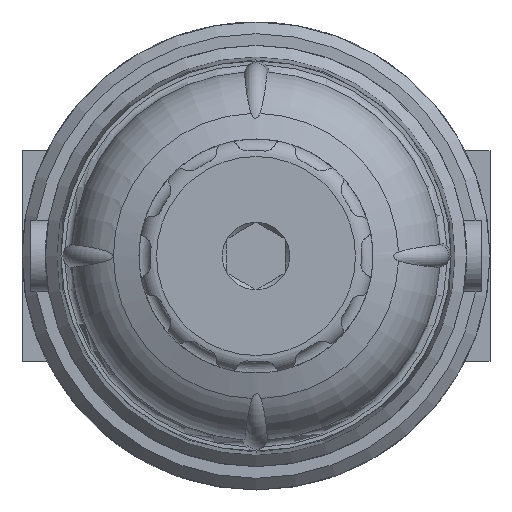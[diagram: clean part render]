
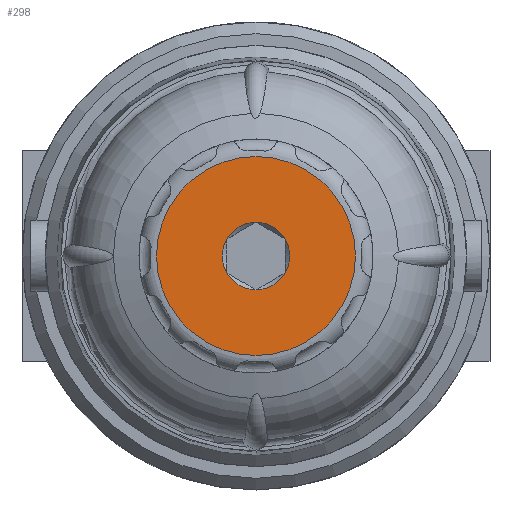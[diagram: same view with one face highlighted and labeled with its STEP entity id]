
A CAD part, front view. The second image highlights one B-rep face of the part: STEP entity #298.
In plain terms, the highlighted planar face has unit normal (0, -1, 0).
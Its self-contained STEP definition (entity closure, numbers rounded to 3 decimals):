
#298 = ADVANCED_FACE( '', ( #646, #647 ), #648, .F. );
#646 = FACE_BOUND( '', #1087, .T. );
#647 = FACE_OUTER_BOUND( '', #1088, .T. );
#648 = PLANE( '', #1089 );
#1087 = EDGE_LOOP( '', ( #2243, #2244, #2245, #2246, #2247, #2248 ) );
#1088 = EDGE_LOOP( '', ( #2249 ) );
#1089 = AXIS2_PLACEMENT_3D( '', #2250, #2251, #2252 );
#2243 = ORIENTED_EDGE( '', *, *, #3363, .F. );
#2244 = ORIENTED_EDGE( '', *, *, #3364, .F. );
#2245 = ORIENTED_EDGE( '', *, *, #3365, .F. );
#2246 = ORIENTED_EDGE( '', *, *, #3366, .F. );
#2247 = ORIENTED_EDGE( '', *, *, #3367, .F. );
#2248 = ORIENTED_EDGE( '', *, *, #3368, .F. );
#2249 = ORIENTED_EDGE( '', *, *, #3369, .T. );
#2250 = CARTESIAN_POINT( '', ( 8.5, -79., 0. ) );
#2251 = DIRECTION( '', ( 0., 1., 0. ) );
#2252 = DIRECTION( '', ( 0., 0., 1. ) );
#3363 = EDGE_CURVE( '', #3736, #3741, #4211, .T. );
#3364 = EDGE_CURVE( '', #3728, #3736, #4212, .T. );
#3365 = EDGE_CURVE( '', #3732, #3728, #4213, .T. );
#3366 = EDGE_CURVE( '', #3746, #3732, #4214, .T. );
#3367 = EDGE_CURVE( '', #3750, #3746, #4215, .T. );
#3368 = EDGE_CURVE( '', #3741, #3750, #4216, .T. );
#3369 = EDGE_CURVE( '', #4217, #4217, #4218, .T. );
#3728 = VERTEX_POINT( '', #4873 );
#3732 = VERTEX_POINT( '', #4879 );
#3736 = VERTEX_POINT( '', #4895 );
#3741 = VERTEX_POINT( '', #4913 );
#3746 = VERTEX_POINT( '', #4929 );
#3750 = VERTEX_POINT( '', #4935 );
#4211 = CIRCLE( '', #6267, 2.887 );
#4212 = CIRCLE( '', #6268, 2.887 );
#4213 = CIRCLE( '', #6269, 2.887 );
#4214 = CIRCLE( '', #6270, 2.887 );
#4215 = CIRCLE( '', #6271, 2.887 );
#4216 = CIRCLE( '', #6272, 2.887 );
#4217 = VERTEX_POINT( '', #6273 );
#4218 = CIRCLE( '', #6274, 8.5 );
#4873 = CARTESIAN_POINT( '', ( 0., -79., -2.887 ) );
#4879 = CARTESIAN_POINT( '', ( -2.5, -79., -1.443 ) );
#4895 = CARTESIAN_POINT( '', ( 2.5, -79., -1.443 ) );
#4913 = CARTESIAN_POINT( '', ( 2.5, -79., 1.443 ) );
#4929 = CARTESIAN_POINT( '', ( -2.5, -79., 1.443 ) );
#4935 = CARTESIAN_POINT( '', ( 0., -79., 2.887 ) );
#6267 = AXIS2_PLACEMENT_3D( '', #7214, #7215, #7216 );
#6268 = AXIS2_PLACEMENT_3D( '', #7217, #7218, #7219 );
#6269 = AXIS2_PLACEMENT_3D( '', #7220, #7221, #7222 );
#6270 = AXIS2_PLACEMENT_3D( '', #7223, #7224, #7225 );
#6271 = AXIS2_PLACEMENT_3D( '', #7226, #7227, #7228 );
#6272 = AXIS2_PLACEMENT_3D( '', #7229, #7230, #7231 );
#6273 = CARTESIAN_POINT( '', ( 0., -79., -8.5 ) );
#6274 = AXIS2_PLACEMENT_3D( '', #7232, #7233, #7234 );
#7214 = CARTESIAN_POINT( '', ( 0., -79., 0. ) );
#7215 = DIRECTION( '', ( 0., -1., 0. ) );
#7216 = DIRECTION( '', ( 0., 0., -1. ) );
#7217 = CARTESIAN_POINT( '', ( 0., -79., 0. ) );
#7218 = DIRECTION( '', ( 0., -1., 0. ) );
#7219 = DIRECTION( '', ( 0., 0., -1. ) );
#7220 = CARTESIAN_POINT( '', ( 0., -79., 0. ) );
#7221 = DIRECTION( '', ( 0., -1., 0. ) );
#7222 = DIRECTION( '', ( 0., 0., -1. ) );
#7223 = CARTESIAN_POINT( '', ( 0., -79., 0. ) );
#7224 = DIRECTION( '', ( 0., -1., 0. ) );
#7225 = DIRECTION( '', ( 0., 0., -1. ) );
#7226 = CARTESIAN_POINT( '', ( 0., -79., 0. ) );
#7227 = DIRECTION( '', ( 0., -1., 0. ) );
#7228 = DIRECTION( '', ( 0., 0., -1. ) );
#7229 = CARTESIAN_POINT( '', ( 0., -79., 0. ) );
#7230 = DIRECTION( '', ( 0., -1., 0. ) );
#7231 = DIRECTION( '', ( 0., 0., -1. ) );
#7232 = CARTESIAN_POINT( '', ( 0., -79., 0. ) );
#7233 = DIRECTION( '', ( 0., -1., 0. ) );
#7234 = DIRECTION( '', ( 0., 0., -1. ) );
